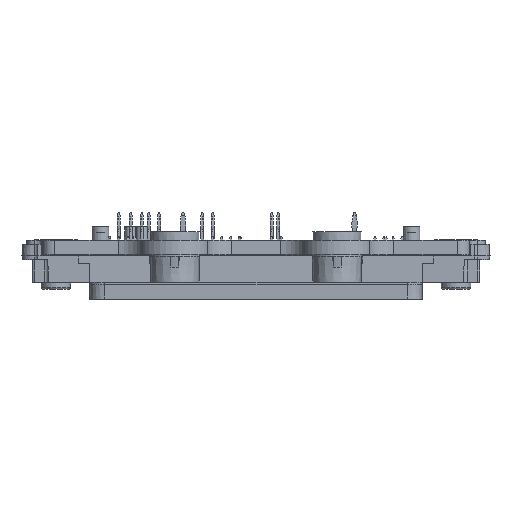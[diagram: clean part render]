
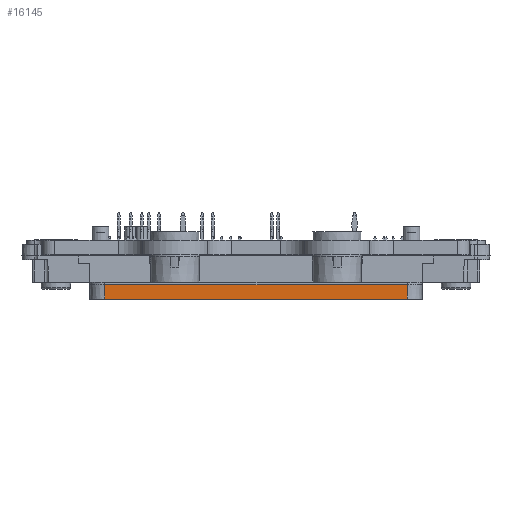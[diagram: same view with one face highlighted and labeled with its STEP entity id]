
A CAD part, left-side view. The second image highlights one B-rep face of the part: STEP entity #16145.
In plain terms, the highlighted planar face has unit normal (-1, 0, -0.018).
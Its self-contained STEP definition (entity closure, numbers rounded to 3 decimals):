
#16145 = ADVANCED_FACE( '', ( #34738 ), #34739, .T. );
#34738 = FACE_OUTER_BOUND( '', #54933, .T. );
#34739 = PLANE( '', #54934 );
#54933 = EDGE_LOOP( '', ( #106045, #106046, #106047, #106048 ) );
#54934 = AXIS2_PLACEMENT_3D( '', #106049, #106050, #106051 );
#106045 = ORIENTED_EDGE( '', *, *, #138613, .T. );
#106046 = ORIENTED_EDGE( '', *, *, #138614, .T. );
#106047 = ORIENTED_EDGE( '', *, *, #122614, .T. );
#106048 = ORIENTED_EDGE( '', *, *, #138615, .F. );
#106049 = CARTESIAN_POINT( '', ( -61.6, 11.75, 2.7 ) );
#106050 = DIRECTION( '', ( -1., 0., -0.017 ) );
#106051 = DIRECTION( '', ( 0.017, 0., -1. ) );
#122614 = EDGE_CURVE( '', #149638, #149639, #149640, .T. );
#138613 = EDGE_CURVE( '', #142603, #152464, #172810, .T. );
#138614 = EDGE_CURVE( '', #152464, #149638, #172811, .F. );
#138615 = EDGE_CURVE( '', #142603, #149639, #172812, .F. );
#142603 = VERTEX_POINT( '', #177700 );
#149638 = VERTEX_POINT( '', #187388 );
#149639 = VERTEX_POINT( '', #187389 );
#149640 = LINE( '', #187390, #187391 );
#152464 = VERTEX_POINT( '', #191332 );
#172810 = LINE( '', #221109, #221110 );
#172811 = LINE( '', #221111, #221112 );
#172812 = LINE( '', #221113, #221114 );
#177700 = CARTESIAN_POINT( '', ( -61.59, -64.1, 2.1 ) );
#187388 = CARTESIAN_POINT( '', ( -61.52, 19.3, -1.9 ) );
#187389 = CARTESIAN_POINT( '', ( -61.52, -64.1, -1.9 ) );
#187390 = CARTESIAN_POINT( '', ( -61.52, 91.8, -1.9 ) );
#187391 = VECTOR( '', #229684, 1000. );
#191332 = CARTESIAN_POINT( '', ( -61.59, 19.3, 2.1 ) );
#221109 = CARTESIAN_POINT( '', ( -61.59, -64.1, 2.1 ) );
#221110 = VECTOR( '', #246354, 1000. );
#221111 = CARTESIAN_POINT( '', ( -61.6, 19.3, 2.7 ) );
#221112 = VECTOR( '', #246355, 1000. );
#221113 = CARTESIAN_POINT( '', ( -61.6, -64.1, 2.7 ) );
#221114 = VECTOR( '', #246356, 1000. );
#229684 = DIRECTION( '', ( 0., -1., 0. ) );
#246354 = DIRECTION( '', ( 0., 1., 0. ) );
#246355 = DIRECTION( '', ( -0.017, 0., 1. ) );
#246356 = DIRECTION( '', ( -0.017, 0., 1. ) );
